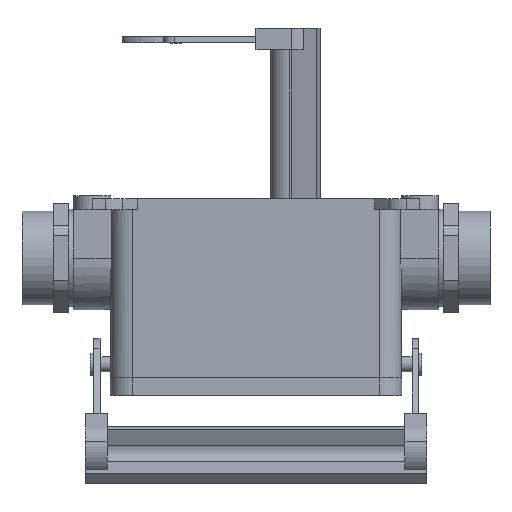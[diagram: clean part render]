
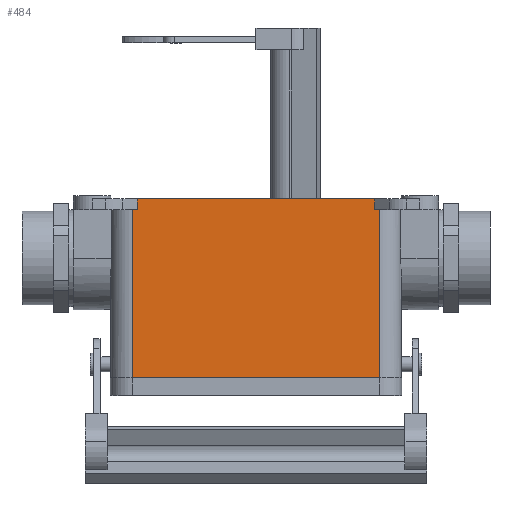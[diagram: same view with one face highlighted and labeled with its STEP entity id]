
A CAD part, top view. The second image highlights one B-rep face of the part: STEP entity #484.
In plain terms, the highlighted planar face has unit normal (0, 0, 1).
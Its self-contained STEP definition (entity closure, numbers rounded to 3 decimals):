
#484 = ADVANCED_FACE( '', ( #1102 ), #1103, .F. );
#1102 = FACE_OUTER_BOUND( '', #1844, .T. );
#1103 = PLANE( '', #1845 );
#1844 = EDGE_LOOP( '', ( #3213, #3214, #3215, #3216, #3217, #3218, #3219, #3220 ) );
#1845 = AXIS2_PLACEMENT_3D( '', #3221, #3222, #3223 );
#3213 = ORIENTED_EDGE( '', *, *, #4745, .T. );
#3214 = ORIENTED_EDGE( '', *, *, #4746, .F. );
#3215 = ORIENTED_EDGE( '', *, *, #4556, .T. );
#3216 = ORIENTED_EDGE( '', *, *, #4747, .T. );
#3217 = ORIENTED_EDGE( '', *, *, #4748, .F. );
#3218 = ORIENTED_EDGE( '', *, *, #4749, .F. );
#3219 = ORIENTED_EDGE( '', *, *, #4624, .T. );
#3220 = ORIENTED_EDGE( '', *, *, #4717, .T. );
#3221 = CARTESIAN_POINT( '', ( 0., -3.5, 21.5 ) );
#3222 = DIRECTION( '', ( 0., 0., -1. ) );
#3223 = DIRECTION( '', ( -1., 0., 0. ) );
#4556 = EDGE_CURVE( '', #5575, #5573, #5576, .T. );
#4624 = EDGE_CURVE( '', #5676, #5682, #5684, .T. );
#4717 = EDGE_CURVE( '', #5682, #5827, #5829, .T. );
#4745 = EDGE_CURVE( '', #5827, #5864, #5865, .T. );
#4746 = EDGE_CURVE( '', #5575, #5864, #5866, .T. );
#4747 = EDGE_CURVE( '', #5573, #5867, #5868, .T. );
#4748 = EDGE_CURVE( '', #5869, #5867, #5870, .T. );
#4749 = EDGE_CURVE( '', #5676, #5869, #5871, .T. );
#5573 = VERTEX_POINT( '', #6984 );
#5575 = VERTEX_POINT( '', #6986 );
#5576 = LINE( '', #6987, #6988 );
#5676 = VERTEX_POINT( '', #7126 );
#5682 = VERTEX_POINT( '', #7135 );
#5684 = LINE( '', #7138, #7139 );
#5827 = VERTEX_POINT( '', #7383 );
#5829 = LINE( '', #7386, #7387 );
#5864 = VERTEX_POINT( '', #7437 );
#5865 = LINE( '', #7438, #7439 );
#5866 = LINE( '', #7440, #7441 );
#5867 = VERTEX_POINT( '', #7442 );
#5868 = LINE( '', #7443, #7444 );
#5869 = VERTEX_POINT( '', #7445 );
#5870 = LINE( '', #7446, #7447 );
#5871 = LINE( '', #7448, #7449 );
#6984 = CARTESIAN_POINT( '', ( -39.65, -3.5, 21.5 ) );
#6986 = CARTESIAN_POINT( '', ( -37.985, -3.5, 21.5 ) );
#6987 = CARTESIAN_POINT( '', ( -48.299, -3.5, 21.5 ) );
#6988 = VECTOR( '', #8303, 1000. );
#7126 = CARTESIAN_POINT( '', ( 39.65, -3.5, 21.5 ) );
#7135 = CARTESIAN_POINT( '', ( 37.985, -3.5, 21.5 ) );
#7138 = CARTESIAN_POINT( '', ( -48.299, -3.5, 21.5 ) );
#7139 = VECTOR( '', #8379, 1000. );
#7383 = CARTESIAN_POINT( '', ( 37.985, 0., 21.5 ) );
#7386 = CARTESIAN_POINT( '', ( 37.985, -3.5, 21.5 ) );
#7387 = VECTOR( '', #8511, 1000. );
#7437 = CARTESIAN_POINT( '', ( -37.985, 0., 21.5 ) );
#7438 = CARTESIAN_POINT( '', ( 0., 0., 21.5 ) );
#7439 = VECTOR( '', #8533, 1000. );
#7440 = CARTESIAN_POINT( '', ( -37.985, -3.5, 21.5 ) );
#7441 = VECTOR( '', #8534, 1000. );
#7442 = CARTESIAN_POINT( '', ( -39.65, -57.4, 21.5 ) );
#7443 = CARTESIAN_POINT( '', ( -39.65, 85.248, 21.5 ) );
#7444 = VECTOR( '', #8535, 1000. );
#7445 = CARTESIAN_POINT( '', ( 39.65, -57.4, 21.5 ) );
#7446 = CARTESIAN_POINT( '', ( -39.65, -57.4, 21.5 ) );
#7447 = VECTOR( '', #8536, 1000. );
#7448 = CARTESIAN_POINT( '', ( 39.65, 85.248, 21.5 ) );
#7449 = VECTOR( '', #8537, 1000. );
#8303 = DIRECTION( '', ( -1., 0., 0. ) );
#8379 = DIRECTION( '', ( -1., 0., 0. ) );
#8511 = DIRECTION( '', ( 0., 1., 0. ) );
#8533 = DIRECTION( '', ( -1., 0., 0. ) );
#8534 = DIRECTION( '', ( 0., 1., 0. ) );
#8535 = DIRECTION( '', ( 0., -1., 0. ) );
#8536 = DIRECTION( '', ( -1., 0., 0. ) );
#8537 = DIRECTION( '', ( 0., -1., 0. ) );
